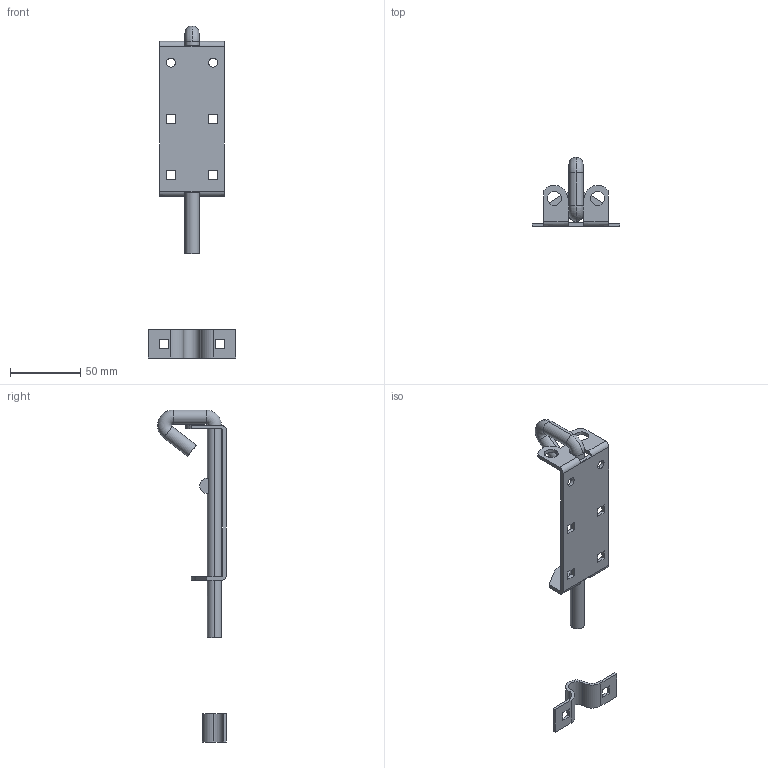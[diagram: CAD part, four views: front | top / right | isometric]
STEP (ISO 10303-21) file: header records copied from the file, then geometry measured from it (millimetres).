
FILE_DESCRIPTION (( 'STEP AP214' ), '1' );
FILE_NAME ('04510-PadBolt Stainless Steel 162mm 11mm Pin.STEP', '2018-11-05T02:53:53', ( '' ), ( '' ), 'SwSTEP 2.0', 'SolidWorks 2018', '' );
FILE_SCHEMA (( 'AUTOMOTIVE_DESIGN' ));
Length unit declared in the file: millimetre
Products named in the file (4): Padbolt Pin_4510; Padbolt Bracket_4510; 04510-PadBolt Stainless Steel 162mm 11mm Pin; Padbolt Strike
Assembly tree (3 placements, depth 2):
  04510-PadBolt Stainless Steel 162mm 11mm Pin
    Padbolt Bracket_4510
    Padbolt Pin_4510
    Padbolt Strike
Bounding box: 62 x 48.91 x 236 mm (x, y, z)
Volume: 36024 mm3; surface area: 24890 mm2
Topology: 3 solids, 3 shells, 345 faces, 940 edges, 624 vertices
Faces by surface type: plane 212, bspline 95, cylinder 34, torus 4
Entity records: 16408 total; most frequent: CARTESIAN_POINT 8066, ORIENTED_EDGE 1880, DIRECTION 1336, EDGE_CURVE 940, VECTOR 668, LINE 668, VERTEX_POINT 624, EDGE_LOOP 392
